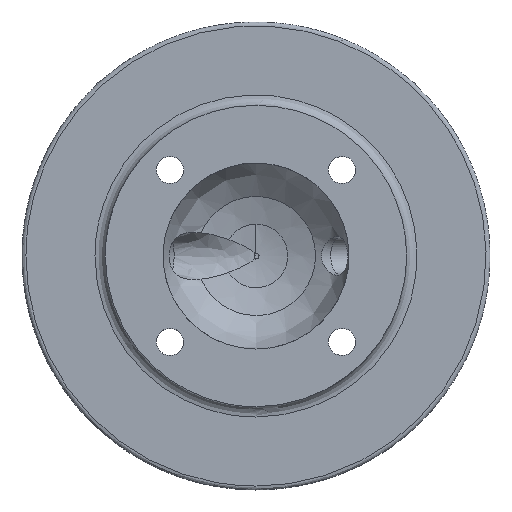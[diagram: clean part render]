
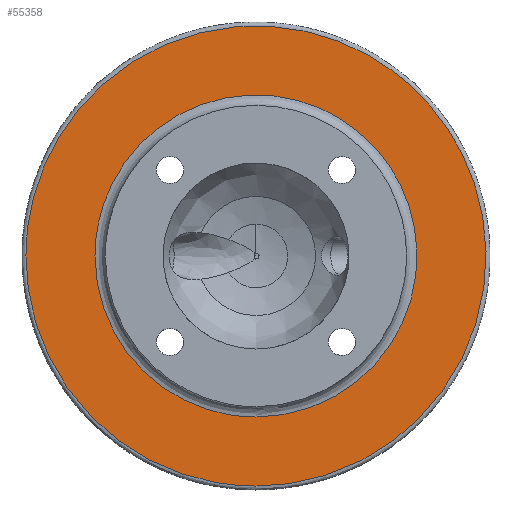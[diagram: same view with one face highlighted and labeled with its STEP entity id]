
A CAD part, front view. The second image highlights one B-rep face of the part: STEP entity #55358.
In plain terms, the highlighted free-form (B-spline) face has degree [1, 1] with [2, 2] control points.
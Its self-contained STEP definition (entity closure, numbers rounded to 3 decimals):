
#1871 = VERTEX_POINT('',#1872);
#1872 = CARTESIAN_POINT('',(592.481,-147.335,
    -80.345));
#1880 = EDGE_CURVE('',#1881,#1871,#1883,.T.);
#1881 = VERTEX_POINT('',#1882);
#1882 = CARTESIAN_POINT('',(512.137,-147.335,
    0.));
#1883 = ( BOUNDED_CURVE() B_SPLINE_CURVE(2,(#1884,#1885,#1886),
.UNSPECIFIED.,.F.,.F.) B_SPLINE_CURVE_WITH_KNOTS((3,3),(3.142,
4.712),.PIECEWISE_BEZIER_KNOTS.) CURVE() 
GEOMETRIC_REPRESENTATION_ITEM() RATIONAL_B_SPLINE_CURVE((1.,
0.707,1.)) REPRESENTATION_ITEM('') );
#1884 = CARTESIAN_POINT('',(512.137,-147.335,
    0.));
#1885 = CARTESIAN_POINT('',(512.137,-147.335,
    -80.345));
#1886 = CARTESIAN_POINT('',(592.481,-147.335,
    -80.345));
#1888 = EDGE_CURVE('',#1871,#1881,#1889,.T.);
#1889 = ( BOUNDED_CURVE() B_SPLINE_CURVE(2,(#1890,#1891,#1892,#1893,
#1894),.UNSPECIFIED.,.F.,.F.) B_SPLINE_CURVE_WITH_KNOTS((3,2,3),(
    4.712,7.069,9.425),
.PIECEWISE_BEZIER_KNOTS.) CURVE() GEOMETRIC_REPRESENTATION_ITEM() 
RATIONAL_B_SPLINE_CURVE((1.,0.383,1.,0.383,1.)) 
REPRESENTATION_ITEM('') );
#1890 = CARTESIAN_POINT('',(592.481,-147.335,
    -80.345));
#1891 = CARTESIAN_POINT('',(786.45,-147.335,
    -80.345));
#1892 = CARTESIAN_POINT('',(649.293,-147.335,
    56.812));
#1893 = CARTESIAN_POINT('',(512.137,-147.335,
    193.969));
#1894 = CARTESIAN_POINT('',(512.137,-147.335,
    0.));
#55305 = VERTEX_POINT('',#55306);
#55306 = CARTESIAN_POINT('',(592.481,-147.335,
    -56.226));
#55312 = EDGE_CURVE('',#55313,#55305,#55315,.T.);
#55313 = VERTEX_POINT('',#55314);
#55314 = CARTESIAN_POINT('',(536.255,-147.335,
    0.));
#55315 = ( BOUNDED_CURVE() B_SPLINE_CURVE(2,(#55316,#55317,#55318),
.UNSPECIFIED.,.F.,.F.) B_SPLINE_CURVE_WITH_KNOTS((3,3),(3.142,
4.712),.PIECEWISE_BEZIER_KNOTS.) CURVE() 
GEOMETRIC_REPRESENTATION_ITEM() RATIONAL_B_SPLINE_CURVE((1.,
0.707,1.)) REPRESENTATION_ITEM('') );
#55316 = CARTESIAN_POINT('',(536.255,-147.335,
    0.));
#55317 = CARTESIAN_POINT('',(536.255,-147.335,
    -56.226));
#55318 = CARTESIAN_POINT('',(592.481,-147.335,
    -56.226));
#55320 = EDGE_CURVE('',#55305,#55313,#55321,.T.);
#55321 = ( BOUNDED_CURVE() B_SPLINE_CURVE(2,(#55322,#55323,#55324,#55325
,#55326),.UNSPECIFIED.,.F.,.F.) B_SPLINE_CURVE_WITH_KNOTS((3,2,3),(
    4.712,7.069,9.425),
.PIECEWISE_BEZIER_KNOTS.) CURVE() GEOMETRIC_REPRESENTATION_ITEM() 
RATIONAL_B_SPLINE_CURVE((1.,0.383,1.,0.383,1.)) 
REPRESENTATION_ITEM('') );
#55322 = CARTESIAN_POINT('',(592.481,-147.335,
    -56.226));
#55323 = CARTESIAN_POINT('',(728.224,-147.335,
    -56.226));
#55324 = CARTESIAN_POINT('',(632.239,-147.335,
    39.758));
#55325 = CARTESIAN_POINT('',(536.255,-147.335,
    135.742));
#55326 = CARTESIAN_POINT('',(536.255,-147.335,
    0.));
#55358 = ADVANCED_FACE('',(#55359,#55363),#55367,.T.);
#55359 = FACE_BOUND('',#55360,.T.);
#55360 = EDGE_LOOP('',(#55361,#55362));
#55361 = ORIENTED_EDGE('',*,*,#1880,.T.);
#55362 = ORIENTED_EDGE('',*,*,#1888,.T.);
#55363 = FACE_BOUND('',#55364,.T.);
#55364 = EDGE_LOOP('',(#55365,#55366));
#55365 = ORIENTED_EDGE('',*,*,#55312,.F.);
#55366 = ORIENTED_EDGE('',*,*,#55320,.F.);
#55367 = B_SPLINE_SURFACE_WITH_KNOTS('',1,1,(
    (#55368,#55369)
    ,(#55370,#55371
    )),.UNSPECIFIED.,.F.,.F.,.F.,(2,2),(2,2),(-88.902,
    88.902),(-177.805,0.),
  .PIECEWISE_BEZIER_KNOTS.);
#55368 = CARTESIAN_POINT('',(512.137,-147.335,
    80.345));
#55369 = CARTESIAN_POINT('',(672.826,-147.335,
    80.345));
#55370 = CARTESIAN_POINT('',(512.137,-147.335,
    -80.345));
#55371 = CARTESIAN_POINT('',(672.826,-147.335,
    -80.345));
